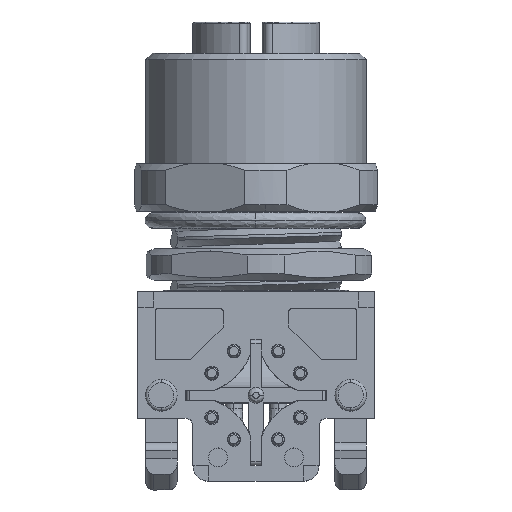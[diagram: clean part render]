
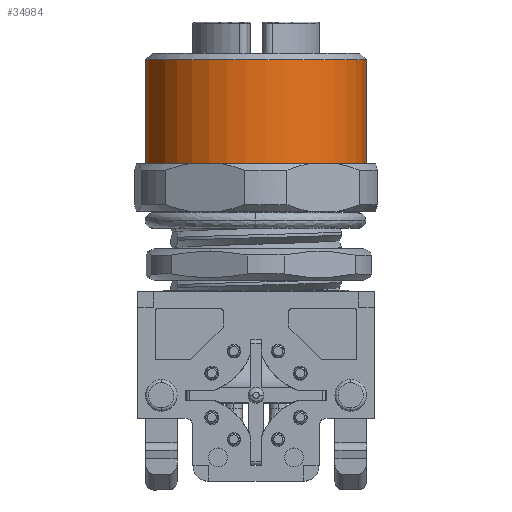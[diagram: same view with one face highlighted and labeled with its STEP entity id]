
A CAD part, top view. The second image highlights one B-rep face of the part: STEP entity #34984.
In plain terms, the highlighted cylindrical face has radius 7 mm (diameter 14 mm), a partial arc.
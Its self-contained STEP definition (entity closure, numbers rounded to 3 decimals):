
#44 = DIRECTION ( 'NONE',  ( -0.997, 0., 0.08 ) ) ;
#136 = FACE_OUTER_BOUND ( 'NONE', #28732, .T. ) ;
#385 = VERTEX_POINT ( 'NONE', #10580 ) ;
#656 = DIRECTION ( 'NONE',  ( 0., -1., 0. ) ) ;
#2032 = CARTESIAN_POINT ( 'NONE',  ( -3.758, 13.894, 20.93 ) ) ;
#2506 = ORIENTED_EDGE ( 'NONE', *, *, #10606, .F. ) ;
#5114 = DIRECTION ( 'NONE',  ( -0.997, 0., 0.08 ) ) ;
#5652 = DIRECTION ( 'NONE',  ( 0., -1., 0. ) ) ;
#6772 = VECTOR ( 'NONE', #5652, 1000. ) ;
#8070 = EDGE_CURVE ( 'NONE', #14848, #385, #15972, .T. ) ;
#9677 = DIRECTION ( 'NONE',  ( -0.997, 0., 0.08 ) ) ;
#10580 = CARTESIAN_POINT ( 'NONE',  ( 3.219, 13.894, 20.372 ) ) ;
#10606 = EDGE_CURVE ( 'NONE', #385, #23971, #36256, .T. ) ;
#12753 = DIRECTION ( 'NONE',  ( 0., -1., 0. ) ) ;
#14848 = VERTEX_POINT ( 'NONE', #20881 ) ;
#15370 = CARTESIAN_POINT ( 'NONE',  ( 3.219, 7.294, 20.372 ) ) ;
#15972 = CIRCLE ( 'NONE', #35615, 7. ) ;
#18262 = DIRECTION ( 'NONE',  ( 0., 1., 0. ) ) ;
#18540 = LINE ( 'NONE', #37088, #33748 ) ;
#18659 = AXIS2_PLACEMENT_3D ( 'NONE', #36496, #18262, #44 ) ;
#20881 = CARTESIAN_POINT ( 'NONE',  ( -10.736, 13.894, 21.488 ) ) ;
#21774 = CARTESIAN_POINT ( 'NONE',  ( -3.758, 14.294, 20.93 ) ) ;
#23330 = DIRECTION ( 'NONE',  ( 0., 1., 0. ) ) ;
#23467 = CYLINDRICAL_SURFACE ( 'NONE', #29725, 7. ) ;
#23860 = CARTESIAN_POINT ( 'NONE',  ( 3.219, 14.294, 20.372 ) ) ;
#23971 = VERTEX_POINT ( 'NONE', #15370 ) ;
#26123 = ORIENTED_EDGE ( 'NONE', *, *, #8070, .F. ) ;
#28066 = CARTESIAN_POINT ( 'NONE',  ( -10.736, 7.294, 21.488 ) ) ;
#28580 = VERTEX_POINT ( 'NONE', #28066 ) ;
#28732 = EDGE_LOOP ( 'NONE', ( #2506, #26123, #32056, #39084 ) ) ;
#29725 = AXIS2_PLACEMENT_3D ( 'NONE', #21774, #12753, #9677 ) ;
#30114 = EDGE_CURVE ( 'NONE', #14848, #28580, #18540, .T. ) ;
#30891 = EDGE_CURVE ( 'NONE', #28580, #23971, #37966, .T. ) ;
#32056 = ORIENTED_EDGE ( 'NONE', *, *, #30114, .T. ) ;
#33748 = VECTOR ( 'NONE', #656, 1000. ) ;
#34984 = ADVANCED_FACE ( 'NONE', ( #136 ), #23467, .T. ) ;
#35615 = AXIS2_PLACEMENT_3D ( 'NONE', #2032, #23330, #5114 ) ;
#36256 = LINE ( 'NONE', #23860, #6772 ) ;
#36496 = CARTESIAN_POINT ( 'NONE',  ( -3.758, 7.294, 20.93 ) ) ;
#37088 = CARTESIAN_POINT ( 'NONE',  ( -10.736, 14.294, 21.488 ) ) ;
#37966 = CIRCLE ( 'NONE', #18659, 7. ) ;
#39084 = ORIENTED_EDGE ( 'NONE', *, *, #30891, .T. ) ;
